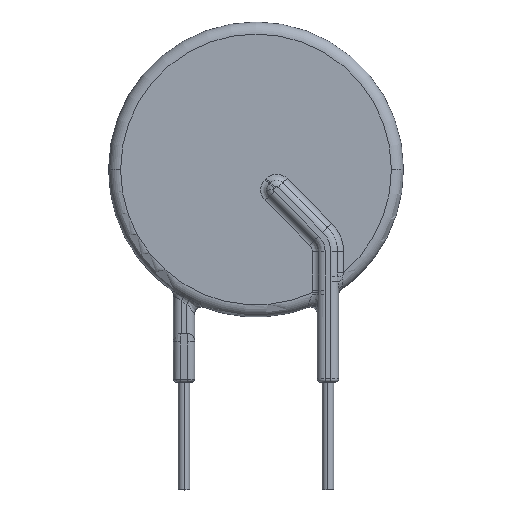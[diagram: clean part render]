
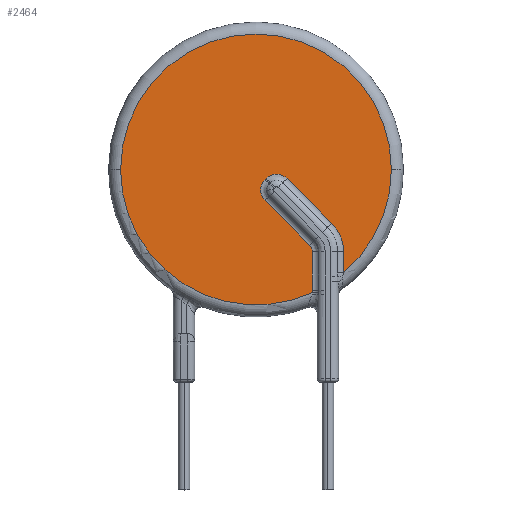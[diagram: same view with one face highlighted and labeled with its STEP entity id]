
A CAD part, top view. The second image highlights one B-rep face of the part: STEP entity #2464.
In plain terms, the highlighted planar face has unit normal (0, 0, 1).
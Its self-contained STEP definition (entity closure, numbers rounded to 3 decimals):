
#22 = FACE_OUTER_BOUND ( 'NONE', #1653, .T. ) ;
#31 = DIRECTION ( 'NONE',  ( 1., 0., 0. ) ) ;
#34 = LINE ( 'NONE', #1284, #1702 ) ;
#49 = CARTESIAN_POINT ( 'NONE',  ( 3.787, 9.662, 1. ) ) ;
#61 = VECTOR ( 'NONE', #266, 1000. ) ;
#73 = CARTESIAN_POINT ( 'NONE',  ( 0., 15., 1. ) ) ;
#120 = DIRECTION ( 'NONE',  ( 1., 0., 0. ) ) ;
#131 = DIRECTION ( 'NONE',  ( 0., 0., 1. ) ) ;
#133 = CIRCLE ( 'NONE', #1125, 9.55 ) ;
#166 = ORIENTED_EDGE ( 'NONE', *, *, #2777, .T. ) ;
#211 = EDGE_CURVE ( 'NONE', #3023, #1170, #3590, .T. ) ;
#217 = ORIENTED_EDGE ( 'NONE', *, *, #4170, .T. ) ;
#219 = AXIS2_PLACEMENT_3D ( 'NONE', #969, #2690, #3351 ) ;
#266 = DIRECTION ( 'NONE',  ( -0.707, 0.707, 0. ) ) ;
#291 = ORIENTED_EDGE ( 'NONE', *, *, #1649, .T. ) ;
#374 = EDGE_CURVE ( 'NONE', #598, #858, #4067, .T. ) ;
#386 = CARTESIAN_POINT ( 'NONE',  ( 3.979, 6.319, 1. ) ) ;
#391 = CARTESIAN_POINT ( 'NONE',  ( 0., 15., 1. ) ) ;
#421 = CARTESIAN_POINT ( 'NONE',  ( 3.979, 6.374, 1. ) ) ;
#453 = VERTEX_POINT ( 'NONE', #2497 ) ;
#598 = VERTEX_POINT ( 'NONE', #4348 ) ;
#627 = CARTESIAN_POINT ( 'NONE',  ( 1.378, 13.551, 1. ) ) ;
#686 = ORIENTED_EDGE ( 'NONE', *, *, #4354, .T. ) ;
#730 = DIRECTION ( 'NONE',  ( 1., 0., 0. ) ) ;
#741 = CARTESIAN_POINT ( 'NONE',  ( 3.978, 6.43, 1. ) ) ;
#751 = EDGE_CURVE ( 'NONE', #858, #3023, #133, .T. ) ;
#858 = VERTEX_POINT ( 'NONE', #3952 ) ;
#906 = CARTESIAN_POINT ( 'NONE',  ( 3.979, 6.319, 1. ) ) ;
#944 = CIRCLE ( 'NONE', #2396, 1.047 ) ;
#969 = CARTESIAN_POINT ( 'NONE',  ( 3.325, 9.2, 1. ) ) ;
#1081 = DIRECTION ( 'NONE',  ( 0., 0., -1. ) ) ;
#1125 = AXIS2_PLACEMENT_3D ( 'NONE', #73, #2791, #31 ) ;
#1170 = VERTEX_POINT ( 'NONE', #3451 ) ;
#1251 = CARTESIAN_POINT ( 'NONE',  ( 5.338, 11.213, 1. ) ) ;
#1284 = CARTESIAN_POINT ( 'NONE',  ( 6.172, 7.432, 1. ) ) ;
#1397 = DIRECTION ( 'NONE',  ( 0., 0., 1. ) ) ;
#1417 = CARTESIAN_POINT ( 'NONE',  ( 3.978, 6.485, 1. ) ) ;
#1427 = CARTESIAN_POINT ( 'NONE',  ( 2.189, 14.362, 1. ) ) ;
#1461 = ORIENTED_EDGE ( 'NONE', *, *, #2447, .T. ) ;
#1502 = CARTESIAN_POINT ( 'NONE',  ( 6.172, 9.2, 1. ) ) ;
#1649 = EDGE_CURVE ( 'NONE', #1887, #2804, #2131, .T. ) ;
#1653 = EDGE_LOOP ( 'NONE', ( #4031, #3644, #1461, #3246, #2606, #2531, #166, #1965, #686, #2924, #217, #291, #2617 ) ) ;
#1672 = LINE ( 'NONE', #3516, #2414 ) ;
#1702 = VECTOR ( 'NONE', #3682, 1000. ) ;
#1705 = CARTESIAN_POINT ( 'NONE',  ( 5.338, 11.213, 1. ) ) ;
#1741 = CARTESIAN_POINT ( 'NONE',  ( 0., 15., 1. ) ) ;
#1769 = CARTESIAN_POINT ( 'NONE',  ( 3.978, 9.2, 1. ) ) ;
#1819 = LINE ( 'NONE', #3007, #61 ) ;
#1887 = VERTEX_POINT ( 'NONE', #1905 ) ;
#1893 = AXIS2_PLACEMENT_3D ( 'NONE', #3802, #1081, #730 ) ;
#1905 = CARTESIAN_POINT ( 'NONE',  ( 0.709, 14.362, 1. ) ) ;
#1965 = ORIENTED_EDGE ( 'NONE', *, *, #4096, .T. ) ;
#1986 = VECTOR ( 'NONE', #2092, 1000. ) ;
#2000 = EDGE_CURVE ( 'NONE', #2928, #3672, #34, .T. ) ;
#2023 = VERTEX_POINT ( 'NONE', #1705 ) ;
#2048 = VERTEX_POINT ( 'NONE', #4180 ) ;
#2092 = DIRECTION ( 'NONE',  ( 0., 1., 0. ) ) ;
#2131 = CIRCLE ( 'NONE', #1893, 1.047 ) ;
#2148 = DIRECTION ( 'NONE',  ( 1., 0., 0. ) ) ;
#2155 = LINE ( 'NONE', #1769, #1986 ) ;
#2329 = EDGE_CURVE ( 'NONE', #2023, #2928, #3436, .T. ) ;
#2396 = AXIS2_PLACEMENT_3D ( 'NONE', #627, #3284, #2968 ) ;
#2414 = VECTOR ( 'NONE', #4221, 1000. ) ;
#2447 = EDGE_CURVE ( 'NONE', #3672, #598, #2900, .T. ) ;
#2464 = ADVANCED_FACE ( 'NONE', ( #22 ), #3445, .T. ) ;
#2497 = CARTESIAN_POINT ( 'NONE',  ( 0.638, 14.291, 1. ) ) ;
#2531 = ORIENTED_EDGE ( 'NONE', *, *, #211, .T. ) ;
#2606 = ORIENTED_EDGE ( 'NONE', *, *, #751, .T. ) ;
#2617 = ORIENTED_EDGE ( 'NONE', *, *, #3745, .T. ) ;
#2648 = AXIS2_PLACEMENT_3D ( 'NONE', #3133, #131, #2889 ) ;
#2690 = DIRECTION ( 'NONE',  ( 0., 0., -1. ) ) ;
#2768 = VERTEX_POINT ( 'NONE', #49 ) ;
#2777 = EDGE_CURVE ( 'NONE', #1170, #3631, #2155, .T. ) ;
#2791 = DIRECTION ( 'NONE',  ( 0., 0., 1. ) ) ;
#2804 = VERTEX_POINT ( 'NONE', #1427 ) ;
#2826 = CARTESIAN_POINT ( 'NONE',  ( 3.325, 9.2, 1. ) ) ;
#2889 = DIRECTION ( 'NONE',  ( 1., 0., 0. ) ) ;
#2900 = CIRCLE ( 'NONE', #4234, 9.55 ) ;
#2924 = ORIENTED_EDGE ( 'NONE', *, *, #3109, .T. ) ;
#2928 = VERTEX_POINT ( 'NONE', #1502 ) ;
#2968 = DIRECTION ( 'NONE',  ( 1., 0., 0. ) ) ;
#3007 = CARTESIAN_POINT ( 'NONE',  ( 0.638, 12.811, 1. ) ) ;
#3010 = AXIS2_PLACEMENT_3D ( 'NONE', #1741, #1397, #4193 ) ;
#3023 = VERTEX_POINT ( 'NONE', #906 ) ;
#3036 = VECTOR ( 'NONE', #3897, 1000. ) ;
#3059 = CARTESIAN_POINT ( 'NONE',  ( 3.978, 9.2, 1. ) ) ;
#3109 = EDGE_CURVE ( 'NONE', #2048, #453, #944, .T. ) ;
#3133 = CARTESIAN_POINT ( 'NONE',  ( 0., 15., 1. ) ) ;
#3246 = ORIENTED_EDGE ( 'NONE', *, *, #374, .T. ) ;
#3284 = DIRECTION ( 'NONE',  ( 0., 0., -1. ) ) ;
#3351 = DIRECTION ( 'NONE',  ( 1., 0., 0. ) ) ;
#3414 = CIRCLE ( 'NONE', #3827, 0.653 ) ;
#3436 = CIRCLE ( 'NONE', #219, 2.847 ) ;
#3445 = PLANE ( 'NONE',  #2648 ) ;
#3451 = CARTESIAN_POINT ( 'NONE',  ( 3.978, 6.485, 1. ) ) ;
#3516 = CARTESIAN_POINT ( 'NONE',  ( 0.709, 14.362, 1. ) ) ;
#3590 = B_SPLINE_CURVE_WITH_KNOTS ( 'NONE', 3,
 ( #386, #421, #741, #1417 ),
 .UNSPECIFIED., .F., .F.,
 ( 4, 4 ),
 ( 0., 0. ),
 .UNSPECIFIED. ) ;
#3631 = VERTEX_POINT ( 'NONE', #3059 ) ;
#3644 = ORIENTED_EDGE ( 'NONE', *, *, #2000, .T. ) ;
#3672 = VERTEX_POINT ( 'NONE', #3806 ) ;
#3682 = DIRECTION ( 'NONE',  ( 0., -1., 0. ) ) ;
#3745 = EDGE_CURVE ( 'NONE', #2804, #2023, #4047, .T. ) ;
#3802 = CARTESIAN_POINT ( 'NONE',  ( 1.449, 13.622, 1. ) ) ;
#3806 = CARTESIAN_POINT ( 'NONE',  ( 6.172, 7.712, 1. ) ) ;
#3827 = AXIS2_PLACEMENT_3D ( 'NONE', #2826, #4190, #120 ) ;
#3897 = DIRECTION ( 'NONE',  ( 0.707, -0.707, 0. ) ) ;
#3952 = CARTESIAN_POINT ( 'NONE',  ( -9.55, 15., 1. ) ) ;
#4031 = ORIENTED_EDGE ( 'NONE', *, *, #2329, .T. ) ;
#4047 = LINE ( 'NONE', #1251, #3036 ) ;
#4067 = CIRCLE ( 'NONE', #3010, 9.55 ) ;
#4096 = EDGE_CURVE ( 'NONE', #3631, #2768, #3414, .T. ) ;
#4135 = DIRECTION ( 'NONE',  ( 0., 0., 1. ) ) ;
#4170 = EDGE_CURVE ( 'NONE', #453, #1887, #1672, .T. ) ;
#4180 = CARTESIAN_POINT ( 'NONE',  ( 0.638, 12.811, 1. ) ) ;
#4190 = DIRECTION ( 'NONE',  ( 0., 0., 1. ) ) ;
#4193 = DIRECTION ( 'NONE',  ( 1., 0., 0. ) ) ;
#4221 = DIRECTION ( 'NONE',  ( 0.707, 0.707, 0. ) ) ;
#4234 = AXIS2_PLACEMENT_3D ( 'NONE', #391, #4135, #2148 ) ;
#4348 = CARTESIAN_POINT ( 'NONE',  ( 9.55, 15., 1. ) ) ;
#4354 = EDGE_CURVE ( 'NONE', #2768, #2048, #1819, .T. ) ;
